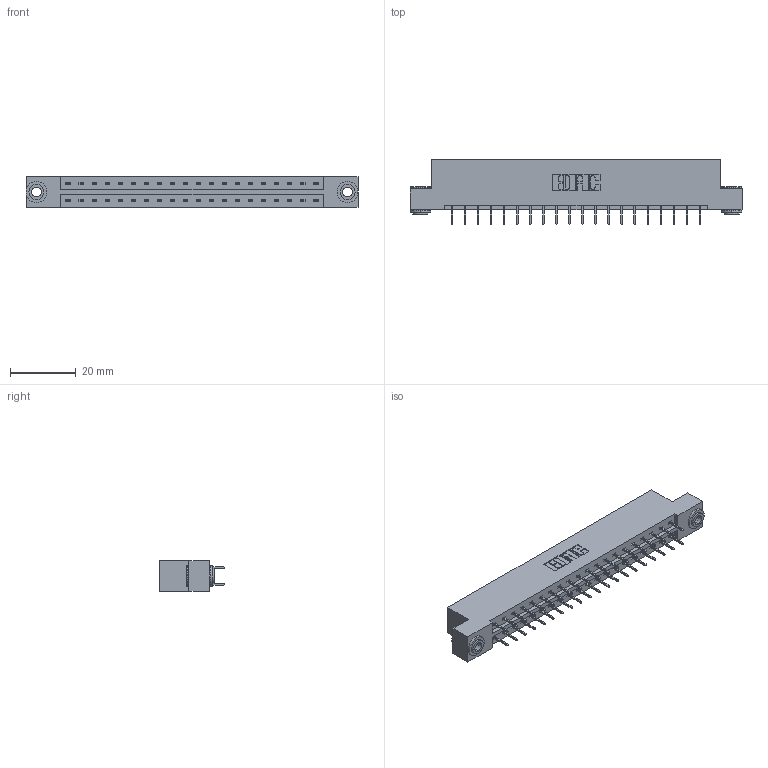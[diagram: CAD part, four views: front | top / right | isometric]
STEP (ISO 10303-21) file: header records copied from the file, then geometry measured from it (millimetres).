
FILE_DESCRIPTION (( 'STEP AP203' ), '1' );
FILE_NAME ('333-040-524-203.STEP', '2018-08-03T13:56:24', ( '' ), ( '' ), 'SwSTEP 2.0', 'SolidWorks 2016', '' );
FILE_SCHEMA (( 'CONFIG_CONTROL_DESIGN' ));
Length unit declared in the file: inch
Products named in the file (4): 345-250-002_345-250-002-102; 333-040-524-203; 333 Part_Flush - .156 Dia - TH; 345-292-001_345-293-124
Assembly tree (43 placements, depth 2):
  333-040-524-203
    333 Part_Flush - .156 Dia - TH
    345-292-001_345-293-124  x40
    345-250-002_345-250-002-102  x2
Bounding box: 100.79 x 19.69 x 9.4 mm (x, y, z)
Volume: 10042.9 mm3; surface area: 11676 mm2
Topology: 43 solids, 43 shells, 2392 faces, 6747 edges, 4334 vertices
Faces by surface type: plane 1760, cylinder 624, cone 8
Entity records: 16436 total; most frequent: CARTESIAN_POINT 2725, ORIENTED_EDGE 2654, DIRECTION 2401, EDGE_CURVE 1327, LINE 1179, VECTOR 1179, VERTEX_POINT 878, AXIS2_PLACEMENT_3D 611
